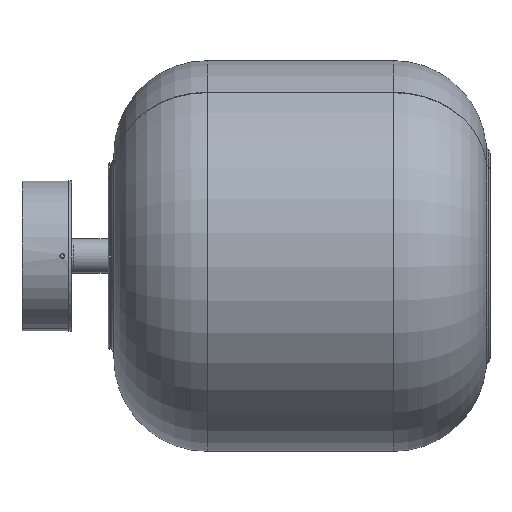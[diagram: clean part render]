
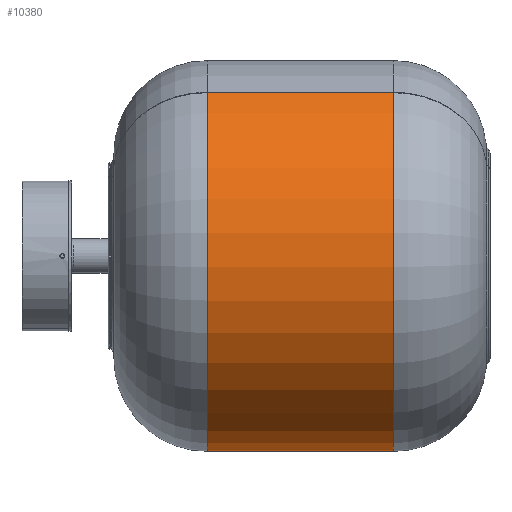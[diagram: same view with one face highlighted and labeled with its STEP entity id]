
A CAD part, left-side view. The second image highlights one B-rep face of the part: STEP entity #10380.
In plain terms, the highlighted cylindrical face has radius 157.5 mm (diameter 315 mm), a partial arc.
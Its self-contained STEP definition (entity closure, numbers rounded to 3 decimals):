
#8 = FACE_OUTER_BOUND ( 'NONE', #18652, .T. ) ;
#488 = ORIENTED_EDGE ( 'NONE', *, *, #28459, .T. ) ;
#905 = ORIENTED_EDGE ( 'NONE', *, *, #12031, .F. ) ;
#1658 = AXIS2_PLACEMENT_3D ( 'NONE', #15869, #9515, #2427 ) ;
#1841 = CIRCLE ( 'NONE', #18638, 157.5 ) ;
#2228 = ORIENTED_EDGE ( 'NONE', *, *, #28640, .T. ) ;
#2427 = DIRECTION ( 'NONE',  ( 0., 0., -1. ) ) ;
#3225 = CIRCLE ( 'NONE', #23944, 157.5 ) ;
#3574 = EDGE_CURVE ( 'NONE', #29582, #15908, #1841, .T. ) ;
#3743 = DIRECTION ( 'NONE',  ( 0., -1., 0. ) ) ;
#4375 = LINE ( 'NONE', #13564, #5426 ) ;
#5264 = CARTESIAN_POINT ( 'NONE',  ( 0., -75., 157.5 ) ) ;
#5426 = VECTOR ( 'NONE', #18693, 1000. ) ;
#5659 = VERTEX_POINT ( 'NONE', #6997 ) ;
#6987 = ORIENTED_EDGE ( 'NONE', *, *, #3574, .F. ) ;
#6997 = CARTESIAN_POINT ( 'NONE',  ( 0., 75., 157.5 ) ) ;
#9515 = DIRECTION ( 'NONE',  ( 0., -1., 0. ) ) ;
#10380 = ADVANCED_FACE ( 'NONE', ( #8 ), #23110, .T. ) ;
#12031 = EDGE_CURVE ( 'NONE', #5659, #29582, #4375, .T. ) ;
#13564 = CARTESIAN_POINT ( 'NONE',  ( 0., -212.084, 157.5 ) ) ;
#15869 = CARTESIAN_POINT ( 'NONE',  ( 0., -212.084, 0. ) ) ;
#15908 = VERTEX_POINT ( 'NONE', #22937 ) ;
#16399 = CARTESIAN_POINT ( 'NONE',  ( 0., -75., 0. ) ) ;
#16694 = VECTOR ( 'NONE', #21397, 1000. ) ;
#18638 = AXIS2_PLACEMENT_3D ( 'NONE', #16399, #20930, #27859 ) ;
#18652 = EDGE_LOOP ( 'NONE', ( #905, #2228, #488, #6987 ) ) ;
#18693 = DIRECTION ( 'NONE',  ( 0., -1., 0. ) ) ;
#20188 = DIRECTION ( 'NONE',  ( 0., 0., -1. ) ) ;
#20930 = DIRECTION ( 'NONE',  ( 0., -1., 0. ) ) ;
#21397 = DIRECTION ( 'NONE',  ( 0., -1., 0. ) ) ;
#22937 = CARTESIAN_POINT ( 'NONE',  ( 0., -75., -157.5 ) ) ;
#23110 = CYLINDRICAL_SURFACE ( 'NONE', #1658, 157.5 ) ;
#23944 = AXIS2_PLACEMENT_3D ( 'NONE', #27108, #3743, #20188 ) ;
#24410 = LINE ( 'NONE', #26358, #16694 ) ;
#25774 = CARTESIAN_POINT ( 'NONE',  ( 0., 75., -157.5 ) ) ;
#26358 = CARTESIAN_POINT ( 'NONE',  ( 0., -212.084, -157.5 ) ) ;
#27108 = CARTESIAN_POINT ( 'NONE',  ( 0., 75., 0. ) ) ;
#27859 = DIRECTION ( 'NONE',  ( 0., 0., -1. ) ) ;
#28352 = VERTEX_POINT ( 'NONE', #25774 ) ;
#28459 = EDGE_CURVE ( 'NONE', #28352, #15908, #24410, .T. ) ;
#28640 = EDGE_CURVE ( 'NONE', #5659, #28352, #3225, .T. ) ;
#29582 = VERTEX_POINT ( 'NONE', #5264 ) ;
